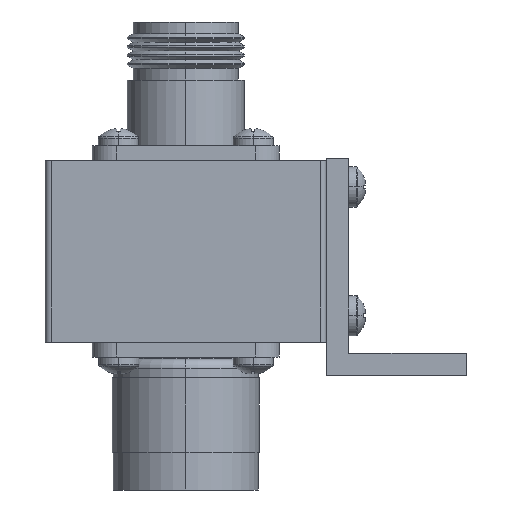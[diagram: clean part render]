
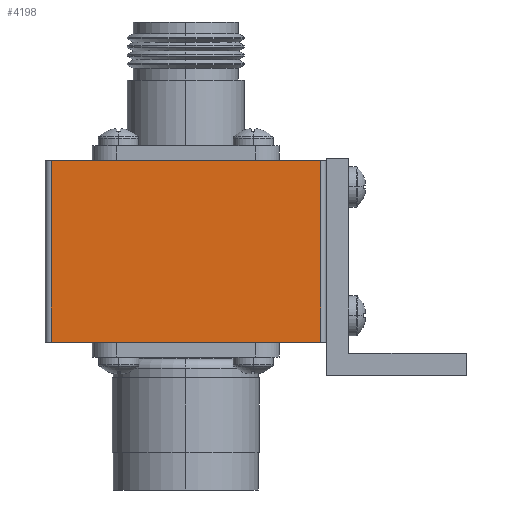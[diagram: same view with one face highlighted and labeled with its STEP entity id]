
A CAD part, front view. The second image highlights one B-rep face of the part: STEP entity #4198.
In plain terms, the highlighted planar face has unit normal (0, -1, 0).
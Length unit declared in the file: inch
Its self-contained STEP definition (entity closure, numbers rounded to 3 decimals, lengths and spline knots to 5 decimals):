
#238 = DIRECTION ( 'NONE',  ( 0., 0., 1. ) ) ;
#292 = CARTESIAN_POINT ( 'NONE',  ( -0.75, -0.25, 0.485 ) ) ;
#423 = DIRECTION ( 'NONE',  ( 0., 1., 0. ) ) ;
#1129 = CARTESIAN_POINT ( 'NONE',  ( 0.72, -0.25, 0.485 ) ) ;
#1156 = CARTESIAN_POINT ( 'NONE',  ( -0.72, -0.25, 0.485 ) ) ;
#1784 = VECTOR ( 'NONE', #11168, 39.37008 ) ;
#2120 = CARTESIAN_POINT ( 'NONE',  ( -0.75, -0.25, 0.485 ) ) ;
#2377 = ORIENTED_EDGE ( 'NONE', *, *, #7228, .T. ) ;
#2971 = VERTEX_POINT ( 'NONE', #1156 ) ;
#3429 = CARTESIAN_POINT ( 'NONE',  ( 0.72, -0.25, 0.485 ) ) ;
#3963 = DIRECTION ( 'NONE',  ( 0., 0., -1. ) ) ;
#4027 = LINE ( 'NONE', #13375, #12157 ) ;
#4198 = ADVANCED_FACE ( 'NONE', ( #9624 ), #9230, .F. ) ;
#4631 = VECTOR ( 'NONE', #3963, 39.37008 ) ;
#4694 = ORIENTED_EDGE ( 'NONE', *, *, #10436, .F. ) ;
#5086 = CARTESIAN_POINT ( 'NONE',  ( -0.72, -0.25, -0.485 ) ) ;
#5867 = ORIENTED_EDGE ( 'NONE', *, *, #13631, .T. ) ;
#5970 = ORIENTED_EDGE ( 'NONE', *, *, #12320, .T. ) ;
#6060 = AXIS2_PLACEMENT_3D ( 'NONE', #292, #423, #238 ) ;
#6722 = DIRECTION ( 'NONE',  ( 1., 0., 0. ) ) ;
#7228 = EDGE_CURVE ( 'NONE', #11379, #11634, #4027, .T. ) ;
#8267 = LINE ( 'NONE', #9554, #4631 ) ;
#9230 = PLANE ( 'NONE',  #6060 ) ;
#9407 = LINE ( 'NONE', #3429, #1784 ) ;
#9554 = CARTESIAN_POINT ( 'NONE',  ( -0.72, -0.25, 0.485 ) ) ;
#9624 = FACE_OUTER_BOUND ( 'NONE', #10774, .T. ) ;
#9756 = CARTESIAN_POINT ( 'NONE',  ( 0.72, -0.25, -0.485 ) ) ;
#9833 = DIRECTION ( 'NONE',  ( 1., 0., 0. ) ) ;
#10436 = EDGE_CURVE ( 'NONE', #2971, #14116, #11352, .T. ) ;
#10774 = EDGE_LOOP ( 'NONE', ( #4694, #5970, #2377, #5867 ) ) ;
#11168 = DIRECTION ( 'NONE',  ( 0., 0., 1. ) ) ;
#11352 = LINE ( 'NONE', #2120, #12413 ) ;
#11379 = VERTEX_POINT ( 'NONE', #5086 ) ;
#11634 = VERTEX_POINT ( 'NONE', #9756 ) ;
#12157 = VECTOR ( 'NONE', #6722, 39.37008 ) ;
#12320 = EDGE_CURVE ( 'NONE', #2971, #11379, #8267, .T. ) ;
#12413 = VECTOR ( 'NONE', #9833, 39.37008 ) ;
#13375 = CARTESIAN_POINT ( 'NONE',  ( -0.75, -0.25, -0.485 ) ) ;
#13631 = EDGE_CURVE ( 'NONE', #11634, #14116, #9407, .T. ) ;
#14116 = VERTEX_POINT ( 'NONE', #1129 ) ;
